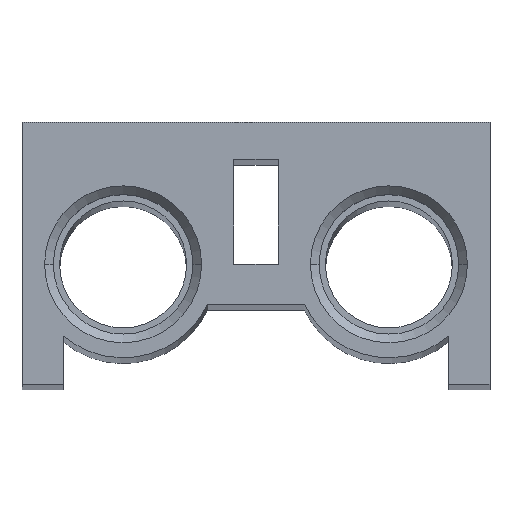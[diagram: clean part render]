
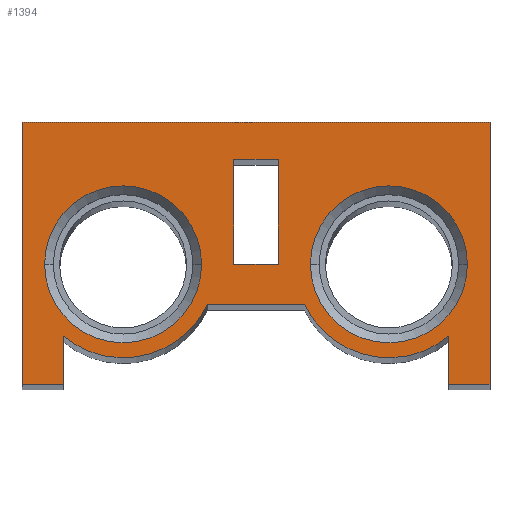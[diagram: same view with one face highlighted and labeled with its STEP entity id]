
A CAD part, top view. The second image highlights one B-rep face of the part: STEP entity #1394.
In plain terms, the highlighted planar face has unit normal (0, 0, 1).
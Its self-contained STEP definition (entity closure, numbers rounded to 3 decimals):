
#33 = VECTOR ( 'NONE', #5329, 1000. ) ;
#34 = AXIS2_PLACEMENT_3D ( 'NONE', #5119, #698, #153 ) ;
#153 = DIRECTION ( 'NONE',  ( 1., 0., 0. ) ) ;
#173 = VERTEX_POINT ( 'NONE', #1372 ) ;
#199 = VERTEX_POINT ( 'NONE', #3893 ) ;
#235 = LINE ( 'NONE', #5657, #1307 ) ;
#246 = VECTOR ( 'NONE', #5918, 1000. ) ;
#261 = CARTESIAN_POINT ( 'NONE',  ( -3., 30., 448. ) ) ;
#276 = CARTESIAN_POINT ( 'NONE',  ( 3., 30., 448. ) ) ;
#290 = CARTESIAN_POINT ( 'NONE',  ( 3., 16., 448. ) ) ;
#351 = DIRECTION ( 'NONE',  ( 1., 0., 0. ) ) ;
#359 = DIRECTION ( 'NONE',  ( 0., 1., 0. ) ) ;
#461 = DIRECTION ( 'NONE',  ( 0., 1., 0. ) ) ;
#491 = CARTESIAN_POINT ( 'NONE',  ( 7.27, 16., 448. ) ) ;
#572 = EDGE_CURVE ( 'NONE', #173, #3307, #2339, .T. ) ;
#591 = LINE ( 'NONE', #3104, #2266 ) ;
#593 = EDGE_CURVE ( 'NONE', #1602, #3877, #4340, .T. ) ;
#671 = LINE ( 'NONE', #276, #5729 ) ;
#698 = DIRECTION ( 'NONE',  ( 0., 0., 1. ) ) ;
#734 = CARTESIAN_POINT ( 'NONE',  ( 28.23, 16., 448. ) ) ;
#752 = LINE ( 'NONE', #2752, #6490 ) ;
#789 = CIRCLE ( 'NONE', #2504, 12.48 ) ;
#819 = ORIENTED_EDGE ( 'NONE', *, *, #2638, .F. ) ;
#829 = DIRECTION ( 'NONE',  ( 0., 1., 0. ) ) ;
#848 = DIRECTION ( 'NONE',  ( 0., -1., 0. ) ) ;
#850 = ORIENTED_EDGE ( 'NONE', *, *, #4130, .T. ) ;
#896 = ORIENTED_EDGE ( 'NONE', *, *, #6273, .T. ) ;
#949 = DIRECTION ( 'NONE',  ( 1., 0., 0. ) ) ;
#1042 = LINE ( 'NONE', #261, #1180 ) ;
#1050 = ORIENTED_EDGE ( 'NONE', *, *, #1754, .T. ) ;
#1060 = DIRECTION ( 'NONE',  ( 0., -1., 0. ) ) ;
#1086 = ORIENTED_EDGE ( 'NONE', *, *, #572, .T. ) ;
#1180 = VECTOR ( 'NONE', #5407, 1000. ) ;
#1184 = VERTEX_POINT ( 'NONE', #2192 ) ;
#1210 = DIRECTION ( 'NONE',  ( -1., 0., 0. ) ) ;
#1307 = VECTOR ( 'NONE', #1688, 1000. ) ;
#1321 = ORIENTED_EDGE ( 'NONE', *, *, #4221, .T. ) ;
#1332 = CIRCLE ( 'NONE', #3754, 10.48 ) ;
#1372 = CARTESIAN_POINT ( 'NONE',  ( -6.467, 10.667, 448. ) ) ;
#1394 = ADVANCED_FACE ( 'NONE', ( #4391, #5465, #1982, #3997 ), #5920, .T. ) ;
#1539 = VERTEX_POINT ( 'NONE', #491 ) ;
#1540 = VECTOR ( 'NONE', #1060, 1000. ) ;
#1602 = VERTEX_POINT ( 'NONE', #5245 ) ;
#1616 = EDGE_CURVE ( 'NONE', #5903, #4365, #671, .T. ) ;
#1688 = DIRECTION ( 'NONE',  ( 1., 0., 0. ) ) ;
#1703 = DIRECTION ( 'NONE',  ( -1., 0., 0. ) ) ;
#1718 = CIRCLE ( 'NONE', #6360, 10.48 ) ;
#1754 = EDGE_CURVE ( 'NONE', #5202, #4572, #5352, .T. ) ;
#1792 = EDGE_LOOP ( 'NONE', ( #4837, #3087, #819, #3993 ) ) ;
#1824 = DIRECTION ( 'NONE',  ( 1., 0., 0. ) ) ;
#1847 = EDGE_CURVE ( 'NONE', #1184, #5533, #2517, .T. ) ;
#1885 = CARTESIAN_POINT ( 'NONE',  ( 3., 30., 448. ) ) ;
#1980 = CARTESIAN_POINT ( 'NONE',  ( -3., 30., 448. ) ) ;
#1982 = FACE_BOUND ( 'NONE', #4653, .T. ) ;
#2017 = EDGE_CURVE ( 'NONE', #199, #1602, #6538, .T. ) ;
#2070 = AXIS2_PLACEMENT_3D ( 'NONE', #6438, #3777, #5782 ) ;
#2112 = EDGE_CURVE ( 'NONE', #1539, #3356, #5438, .T. ) ;
#2163 = AXIS2_PLACEMENT_3D ( 'NONE', #4879, #5996, #351 ) ;
#2192 = CARTESIAN_POINT ( 'NONE',  ( -7.27, 16., 448. ) ) ;
#2247 = ORIENTED_EDGE ( 'NONE', *, *, #4541, .T. ) ;
#2250 = ORIENTED_EDGE ( 'NONE', *, *, #2112, .T. ) ;
#2266 = VECTOR ( 'NONE', #461, 1000. ) ;
#2288 = CARTESIAN_POINT ( 'NONE',  ( -31.25, 0., 448. ) ) ;
#2339 = LINE ( 'NONE', #6306, #6268 ) ;
#2504 = AXIS2_PLACEMENT_3D ( 'NONE', #3665, #3167, #4673 ) ;
#2517 = CIRCLE ( 'NONE', #2070, 10.48 ) ;
#2528 = EDGE_CURVE ( 'NONE', #3356, #1539, #1332, .T. ) ;
#2540 = ORIENTED_EDGE ( 'NONE', *, *, #6529, .T. ) ;
#2638 = EDGE_CURVE ( 'NONE', #6271, #5903, #3354, .T. ) ;
#2708 = DIRECTION ( 'NONE',  ( -1., 0., 0. ) ) ;
#2752 = CARTESIAN_POINT ( 'NONE',  ( 31.25, 0., 448. ) ) ;
#2908 = CARTESIAN_POINT ( 'NONE',  ( -31.25, 35., 448. ) ) ;
#2951 = CARTESIAN_POINT ( 'NONE',  ( 31.25, 35., 448. ) ) ;
#3087 = ORIENTED_EDGE ( 'NONE', *, *, #1616, .F. ) ;
#3104 = CARTESIAN_POINT ( 'NONE',  ( -25.75, 0., 448. ) ) ;
#3167 = DIRECTION ( 'NONE',  ( 0., 0., 1. ) ) ;
#3240 = DIRECTION ( 'NONE',  ( 0., 0., -1. ) ) ;
#3300 = CARTESIAN_POINT ( 'NONE',  ( -17.75, 16., 448. ) ) ;
#3307 = VERTEX_POINT ( 'NONE', #5269 ) ;
#3344 = DIRECTION ( 'NONE',  ( 0., 0., -1. ) ) ;
#3354 = LINE ( 'NONE', #290, #5333 ) ;
#3356 = VERTEX_POINT ( 'NONE', #734 ) ;
#3372 = ORIENTED_EDGE ( 'NONE', *, *, #4285, .T. ) ;
#3376 = LINE ( 'NONE', #5387, #33 ) ;
#3582 = CARTESIAN_POINT ( 'NONE',  ( 25.75, 6.421, 448. ) ) ;
#3643 = CIRCLE ( 'NONE', #34, 12.48 ) ;
#3665 = CARTESIAN_POINT ( 'NONE',  ( -17.75, 16., 448. ) ) ;
#3717 = CARTESIAN_POINT ( 'NONE',  ( 17.75, 16., 448. ) ) ;
#3754 = AXIS2_PLACEMENT_3D ( 'NONE', #3717, #3240, #1210 ) ;
#3777 = DIRECTION ( 'NONE',  ( 0., 0., -1. ) ) ;
#3877 = VERTEX_POINT ( 'NONE', #4886 ) ;
#3893 = CARTESIAN_POINT ( 'NONE',  ( 25.75, 6.421, 448. ) ) ;
#3895 = LINE ( 'NONE', #2951, #246 ) ;
#3973 = EDGE_CURVE ( 'NONE', #4431, #5594, #591, .T. ) ;
#3993 = ORIENTED_EDGE ( 'NONE', *, *, #4103, .F. ) ;
#3997 = FACE_OUTER_BOUND ( 'NONE', #4220, .T. ) ;
#4103 = EDGE_CURVE ( 'NONE', #4193, #6271, #235, .T. ) ;
#4130 = EDGE_CURVE ( 'NONE', #5594, #173, #789, .T. ) ;
#4193 = VERTEX_POINT ( 'NONE', #5254 ) ;
#4220 = EDGE_LOOP ( 'NONE', ( #1050, #3372, #5902, #850, #1086, #2540, #5256, #4831, #2247, #1321 ) ) ;
#4221 = EDGE_CURVE ( 'NONE', #4561, #5202, #3895, .T. ) ;
#4285 = EDGE_CURVE ( 'NONE', #4572, #4431, #3376, .T. ) ;
#4286 = AXIS2_PLACEMENT_3D ( 'NONE', #5167, #6104, #1703 ) ;
#4288 = CARTESIAN_POINT ( 'NONE',  ( 3., 16., 448. ) ) ;
#4340 = LINE ( 'NONE', #6337, #4373 ) ;
#4365 = VERTEX_POINT ( 'NONE', #1980 ) ;
#4373 = VECTOR ( 'NONE', #949, 1000. ) ;
#4391 = FACE_BOUND ( 'NONE', #5435, .T. ) ;
#4431 = VERTEX_POINT ( 'NONE', #6219 ) ;
#4541 = EDGE_CURVE ( 'NONE', #3877, #4561, #752, .T. ) ;
#4561 = VERTEX_POINT ( 'NONE', #6321 ) ;
#4572 = VERTEX_POINT ( 'NONE', #2288 ) ;
#4653 = EDGE_LOOP ( 'NONE', ( #5085, #2250 ) ) ;
#4673 = DIRECTION ( 'NONE',  ( 1., 0., 0. ) ) ;
#4693 = VECTOR ( 'NONE', #848, 1000. ) ;
#4831 = ORIENTED_EDGE ( 'NONE', *, *, #593, .T. ) ;
#4837 = ORIENTED_EDGE ( 'NONE', *, *, #5484, .F. ) ;
#4875 = DIRECTION ( 'NONE',  ( -1., 0., 0. ) ) ;
#4879 = CARTESIAN_POINT ( 'NONE',  ( -17.75, 16., 448. ) ) ;
#4886 = CARTESIAN_POINT ( 'NONE',  ( 31.25, 0., 448. ) ) ;
#4894 = CARTESIAN_POINT ( 'NONE',  ( -28.23, 16., 448. ) ) ;
#5085 = ORIENTED_EDGE ( 'NONE', *, *, #2528, .T. ) ;
#5119 = CARTESIAN_POINT ( 'NONE',  ( 17.75, 16., 448. ) ) ;
#5167 = CARTESIAN_POINT ( 'NONE',  ( 17.75, 16., 448. ) ) ;
#5202 = VERTEX_POINT ( 'NONE', #5427 ) ;
#5245 = CARTESIAN_POINT ( 'NONE',  ( 25.75, 0., 448. ) ) ;
#5254 = CARTESIAN_POINT ( 'NONE',  ( -3., 16., 448. ) ) ;
#5256 = ORIENTED_EDGE ( 'NONE', *, *, #2017, .T. ) ;
#5269 = CARTESIAN_POINT ( 'NONE',  ( 6.467, 10.667, 448. ) ) ;
#5329 = DIRECTION ( 'NONE',  ( 1., 0., 0. ) ) ;
#5333 = VECTOR ( 'NONE', #359, 1000. ) ;
#5352 = LINE ( 'NONE', #2908, #4693 ) ;
#5387 = CARTESIAN_POINT ( 'NONE',  ( -31.25, 0., 448. ) ) ;
#5407 = DIRECTION ( 'NONE',  ( 0., -1., 0. ) ) ;
#5427 = CARTESIAN_POINT ( 'NONE',  ( -31.25, 35., 448. ) ) ;
#5435 = EDGE_LOOP ( 'NONE', ( #5789, #896 ) ) ;
#5438 = CIRCLE ( 'NONE', #4286, 10.48 ) ;
#5465 = FACE_BOUND ( 'NONE', #1792, .T. ) ;
#5484 = EDGE_CURVE ( 'NONE', #4365, #4193, #1042, .T. ) ;
#5533 = VERTEX_POINT ( 'NONE', #4894 ) ;
#5594 = VERTEX_POINT ( 'NONE', #6369 ) ;
#5657 = CARTESIAN_POINT ( 'NONE',  ( -3., 16., 448. ) ) ;
#5729 = VECTOR ( 'NONE', #2708, 1000. ) ;
#5782 = DIRECTION ( 'NONE',  ( -1., 0., 0. ) ) ;
#5789 = ORIENTED_EDGE ( 'NONE', *, *, #1847, .T. ) ;
#5902 = ORIENTED_EDGE ( 'NONE', *, *, #3973, .T. ) ;
#5903 = VERTEX_POINT ( 'NONE', #1885 ) ;
#5918 = DIRECTION ( 'NONE',  ( -1., 0., 0. ) ) ;
#5920 = PLANE ( 'NONE',  #2163 ) ;
#5996 = DIRECTION ( 'NONE',  ( 0., 0., 1. ) ) ;
#6104 = DIRECTION ( 'NONE',  ( 0., 0., -1. ) ) ;
#6219 = CARTESIAN_POINT ( 'NONE',  ( -25.75, 0., 448. ) ) ;
#6268 = VECTOR ( 'NONE', #1824, 1000. ) ;
#6271 = VERTEX_POINT ( 'NONE', #4288 ) ;
#6273 = EDGE_CURVE ( 'NONE', #5533, #1184, #1718, .T. ) ;
#6306 = CARTESIAN_POINT ( 'NONE',  ( -6.467, 10.667, 448. ) ) ;
#6321 = CARTESIAN_POINT ( 'NONE',  ( 31.25, 35., 448. ) ) ;
#6337 = CARTESIAN_POINT ( 'NONE',  ( 25.75, 0., 448. ) ) ;
#6360 = AXIS2_PLACEMENT_3D ( 'NONE', #3300, #3344, #4875 ) ;
#6369 = CARTESIAN_POINT ( 'NONE',  ( -25.75, 6.421, 448. ) ) ;
#6438 = CARTESIAN_POINT ( 'NONE',  ( -17.75, 16., 448. ) ) ;
#6490 = VECTOR ( 'NONE', #829, 1000. ) ;
#6529 = EDGE_CURVE ( 'NONE', #3307, #199, #3643, .T. ) ;
#6538 = LINE ( 'NONE', #3582, #1540 ) ;
